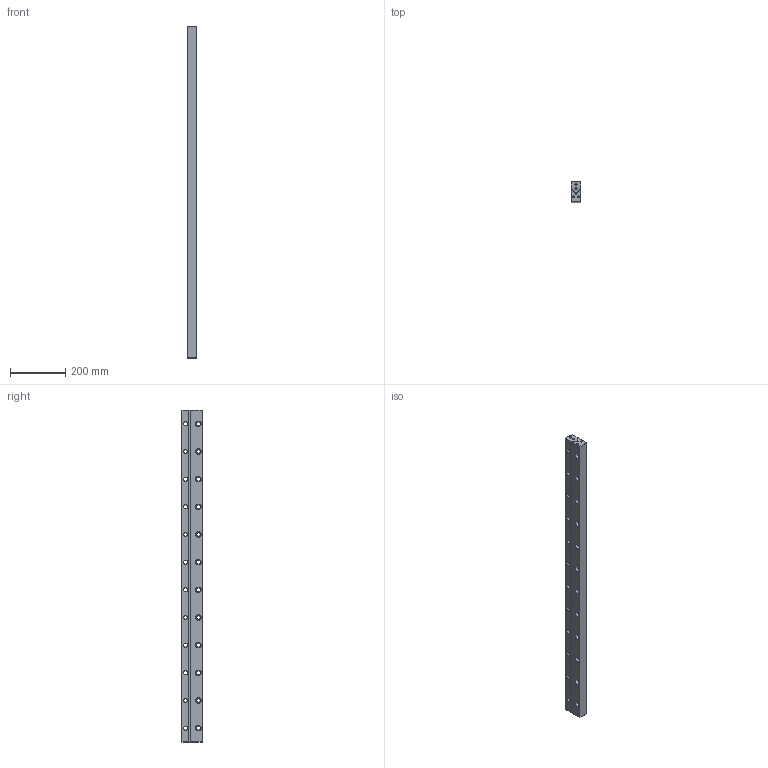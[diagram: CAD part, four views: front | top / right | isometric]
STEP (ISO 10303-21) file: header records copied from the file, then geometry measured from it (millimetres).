
FILE_DESCRIPTION (( 'STEP AP214' ), '1' );
FILE_NAME ('NO3045_1200.step', '2013-03-11T06:52:03', ( '' ), ( '' ), 'SwSTEP 2.0', 'SolidWorks 2012', '' );
FILE_SCHEMA (( 'AUTOMOTIVE_DESIGN' ));
Length unit declared in the file: millimetre
Products named in the file (1): NO3045_1200
Bounding box: 35 x 74 x 1200 mm (x, y, z)
Volume: 2737143.3 mm3; surface area: 401635.2 mm2
Topology: 2 solids, 2 shells, 475 faces, 1153 edges, 730 vertices
Faces by surface type: plane 190, cone 128, cylinder 114, bspline 43
Entity records: 17854 total; most frequent: CARTESIAN_POINT 4970, DIRECTION 2337, ORIENTED_EDGE 2306, EDGE_CURVE 1153, AXIS2_PLACEMENT_3D 837, VERTEX_POINT 730, LINE 663, VECTOR 663
